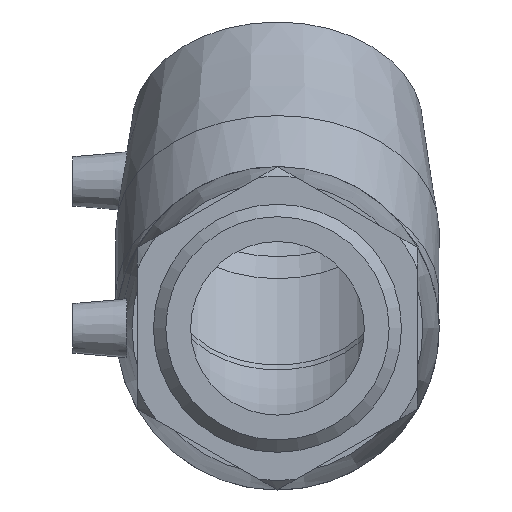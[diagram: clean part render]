
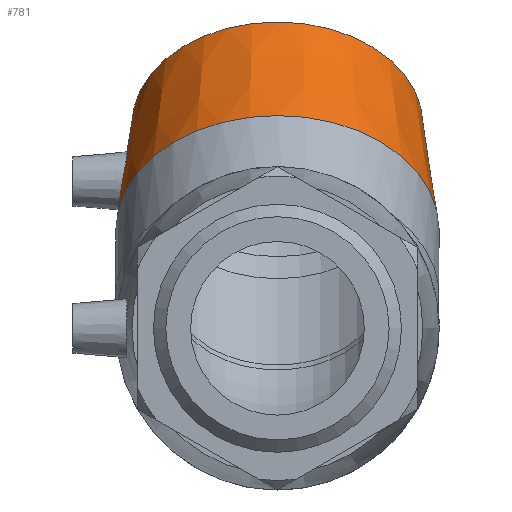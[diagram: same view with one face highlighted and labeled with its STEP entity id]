
A CAD part, left-side view. The second image highlights one B-rep face of the part: STEP entity #781.
In plain terms, the highlighted conical face has half-angle 6.214 degrees and reference radius 46.55 mm.
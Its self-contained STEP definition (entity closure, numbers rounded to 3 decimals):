
#15=B_SPLINE_CURVE_WITH_KNOTS('',3,(#1388,#1389,#1390,#1391,#1392,#1393,
#1394,#1395,#1396,#1397,#1398,#1399,#1400,#1401,#1402,#1403,#1404,#1405,
#1406,#1407,#1408,#1409,#1410,#1411,#1412,#1413,#1414,#1415,#1416,#1417,
#1418,#1419,#1420,#1421),.UNSPECIFIED.,.T.,.F.,(4,2,2,2,2,2,2,2,2,2,2,2,
2,2,2,2,4),(0.,0.329,0.659,0.989,1.32,
1.651,1.982,2.311,2.64,2.985,
3.331,3.67,4.009,4.349,4.688,
5.033,5.378),.UNSPECIFIED.);
#141=FACE_BOUND('',#284,.T.);
#142=FACE_BOUND('',#285,.T.);
#201=FACE_OUTER_BOUND('',#283,.T.);
#283=EDGE_LOOP('',(#688));
#284=EDGE_LOOP('',(#689));
#285=EDGE_LOOP('',(#690));
#346=CIRCLE('',#871,49.);
#350=CIRCLE('',#882,44.1);
#419=VERTEX_POINT('',#1383);
#420=VERTEX_POINT('',#1387);
#424=VERTEX_POINT('',#1433);
#512=EDGE_CURVE('',#419,#419,#346,.T.);
#514=EDGE_CURVE('',#420,#420,#15,.T.);
#518=EDGE_CURVE('',#424,#424,#350,.T.);
#688=ORIENTED_EDGE('',*,*,#512,.F.);
#689=ORIENTED_EDGE('',*,*,#514,.T.);
#690=ORIENTED_EDGE('',*,*,#518,.T.);
#732=CONICAL_SURFACE('',#883,46.55,6.214);
#781=ADVANCED_FACE('',(#201,#141,#142),#732,.T.);
#871=AXIS2_PLACEMENT_3D('',#1384,#1071,#1072);
#882=AXIS2_PLACEMENT_3D('',#1434,#1093,#1094);
#883=AXIS2_PLACEMENT_3D('',#1435,#1095,#1096);
#1071=DIRECTION('center_axis',(-0.707,0.,
-0.707));
#1072=DIRECTION('ref_axis',(-0.707,0.,0.707));
#1093=DIRECTION('center_axis',(-0.707,0.,
-0.707));
#1094=DIRECTION('ref_axis',(-0.707,0.,0.707));
#1095=DIRECTION('center_axis',(-0.707,0.,
-0.707));
#1096=DIRECTION('ref_axis',(0.,1.,0.));
#1383=CARTESIAN_POINT('',(29.822,49.,29.822));
#1384=CARTESIAN_POINT('Origin',(29.822,0.,
29.822));
#1387=CARTESIAN_POINT('',(51.037,45.845,38.438));
#1388=CARTESIAN_POINT('Ctrl Pts',(51.037,45.845,38.438));
#1389=CARTESIAN_POINT('Ctrl Pts',(51.793,45.729,39.225));
#1390=CARTESIAN_POINT('Ctrl Pts',(52.445,45.648,40.219));
#1391=CARTESIAN_POINT('Ctrl Pts',(53.297,45.579,42.387));
#1392=CARTESIAN_POINT('Ctrl Pts',(53.497,45.588,43.562));
#1393=CARTESIAN_POINT('Ctrl Pts',(53.465,45.635,45.761));
#1394=CARTESIAN_POINT('Ctrl Pts',(53.23,45.676,46.934));
#1395=CARTESIAN_POINT('Ctrl Pts',(52.316,45.741,49.091));
#1396=CARTESIAN_POINT('Ctrl Pts',(51.635,45.761,50.076));
#1397=CARTESIAN_POINT('Ctrl Pts',(50.076,45.761,51.635));
#1398=CARTESIAN_POINT('Ctrl Pts',(49.091,45.741,52.316));
#1399=CARTESIAN_POINT('Ctrl Pts',(46.934,45.676,53.23));
#1400=CARTESIAN_POINT('Ctrl Pts',(45.761,45.635,53.465));
#1401=CARTESIAN_POINT('Ctrl Pts',(43.562,45.588,53.497));
#1402=CARTESIAN_POINT('Ctrl Pts',(42.387,45.579,53.297));
#1403=CARTESIAN_POINT('Ctrl Pts',(40.219,45.648,52.445));
#1404=CARTESIAN_POINT('Ctrl Pts',(39.225,45.729,51.793));
#1405=CARTESIAN_POINT('Ctrl Pts',(37.612,45.968,50.245));
#1406=CARTESIAN_POINT('Ctrl Pts',(36.903,46.146,49.236));
#1407=CARTESIAN_POINT('Ctrl Pts',(35.964,46.553,47.021));
#1408=CARTESIAN_POINT('Ctrl Pts',(35.734,46.781,45.814));
#1409=CARTESIAN_POINT('Ctrl Pts',(35.734,47.169,43.566));
#1410=CARTESIAN_POINT('Ctrl Pts',(35.957,47.357,42.373));
#1411=CARTESIAN_POINT('Ctrl Pts',(36.869,47.616,40.169));
#1412=CARTESIAN_POINT('Ctrl Pts',(37.559,47.685,39.159));
#1413=CARTESIAN_POINT('Ctrl Pts',(39.159,47.685,37.559));
#1414=CARTESIAN_POINT('Ctrl Pts',(40.169,47.616,36.869));
#1415=CARTESIAN_POINT('Ctrl Pts',(42.373,47.357,35.957));
#1416=CARTESIAN_POINT('Ctrl Pts',(43.566,47.169,35.734));
#1417=CARTESIAN_POINT('Ctrl Pts',(45.814,46.781,35.734));
#1418=CARTESIAN_POINT('Ctrl Pts',(47.021,46.553,35.964));
#1419=CARTESIAN_POINT('Ctrl Pts',(49.236,46.146,36.903));
#1420=CARTESIAN_POINT('Ctrl Pts',(50.245,45.968,37.612));
#1421=CARTESIAN_POINT('Ctrl Pts',(51.037,45.845,38.438));
#1433=CARTESIAN_POINT('',(61.642,44.1,61.642));
#1434=CARTESIAN_POINT('Origin',(61.642,0.,61.642));
#1435=CARTESIAN_POINT('Origin',(45.732,0.,
45.732));
